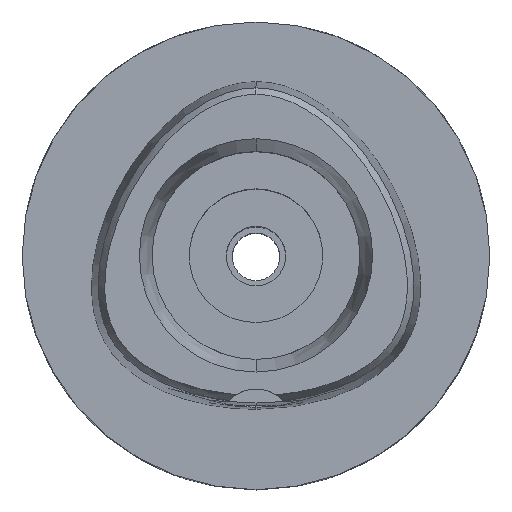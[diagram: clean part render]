
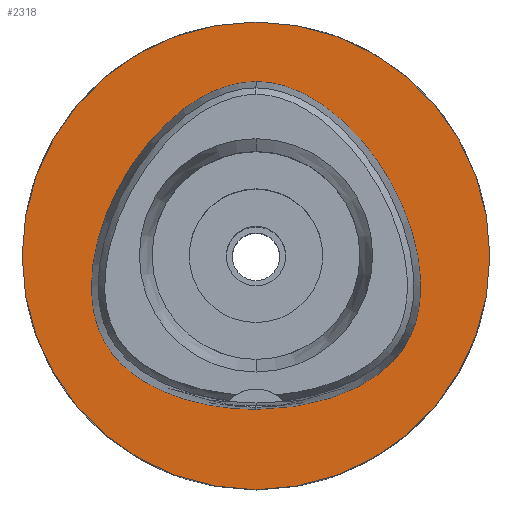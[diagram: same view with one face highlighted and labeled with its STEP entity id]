
A CAD part, top view. The second image highlights one B-rep face of the part: STEP entity #2318.
In plain terms, the highlighted planar face has unit normal (0, 0, 1).
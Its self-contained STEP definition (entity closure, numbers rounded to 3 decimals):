
#120 = CARTESIAN_POINT ( 'NONE',  ( 0., -31.5, 0. ) ) ;
#138 = DIRECTION ( 'NONE',  ( 0., 0., -1. ) ) ;
#167 = EDGE_LOOP ( 'NONE', ( #1588, #3642 ) ) ;
#175 = CARTESIAN_POINT ( 'NONE',  ( -20.749, 4.657, 0. ) ) ;
#272 = ORIENTED_EDGE ( 'NONE', *, *, #3908, .F. ) ;
#481 = CARTESIAN_POINT ( 'NONE',  ( 0., -20.675, 0. ) ) ;
#490 = VERTEX_POINT ( 'NONE', #3888 ) ;
#579 = EDGE_CURVE ( 'NONE', #2397, #1715, #3226, .T. ) ;
#745 = CARTESIAN_POINT ( 'NONE',  ( 20.35, -11.749, 0. ) ) ;
#754 = B_SPLINE_CURVE_WITH_KNOTS ( 'NONE', 3,
 ( #1629, #1165, #5132, #4147, #2880, #798, #4598, #773, #745, #1686, #5500, #2002, #2938, #1577, #1192, #5442, #3831, #3377, #5555, #1216, #2964, #4176, #2512 ),
 .UNSPECIFIED., .F., .F.,
 ( 4, 1, 1, 1, 1, 1, 1, 1, 1, 1, 1, 1, 1, 1, 1, 1, 1, 1, 1, 1, 4 ),
 ( 0., 0.083, 0.167, 0.208, 0.25, 0.292, 0.313, 0.333, 0.354, 0.375, 0.417, 0.458, 0.5, 0.583, 0.667, 0.75, 0.833, 0.875, 0.917, 0.958, 1. ),
 .UNSPECIFIED. ) ;
#773 = CARTESIAN_POINT ( 'NONE',  ( 19.649, -12.825, 0. ) ) ;
#798 = CARTESIAN_POINT ( 'NONE',  ( 16.959, -15.678, 0. ) ) ;
#984 = CARTESIAN_POINT ( 'NONE',  ( -2.565, 23.293, 0. ) ) ;
#1165 = CARTESIAN_POINT ( 'NONE',  ( 2.114, -20.675, 0. ) ) ;
#1192 = CARTESIAN_POINT ( 'NONE',  ( 20.749, 4.657, 0. ) ) ;
#1209 = CIRCLE ( 'NONE', #5255, 31.5 ) ;
#1216 = CARTESIAN_POINT ( 'NONE',  ( 5.098, 22.526, 0. ) ) ;
#1347 = CARTESIAN_POINT ( 'NONE',  ( -19.649, -12.825, 0. ) ) ;
#1390 = DIRECTION ( 'NONE',  ( 0., -1., 0. ) ) ;
#1440 = PLANE ( 'NONE',  #3771 ) ;
#1442 = EDGE_CURVE ( 'NONE', #1751, #490, #2791, .T. ) ;
#1577 = CARTESIAN_POINT ( 'NONE',  ( 21.978, -0.281, 0. ) ) ;
#1588 = ORIENTED_EDGE ( 'NONE', *, *, #579, .F. ) ;
#1629 = CARTESIAN_POINT ( 'NONE',  ( 0., -20.675, 0. ) ) ;
#1686 = CARTESIAN_POINT ( 'NONE',  ( 20.932, -10.604, 0. ) ) ;
#1715 = VERTEX_POINT ( 'NONE', #481 ) ;
#1751 = VERTEX_POINT ( 'NONE', #120 ) ;
#1755 = CARTESIAN_POINT ( 'NONE',  ( 0., 0., 0. ) ) ;
#1769 = CARTESIAN_POINT ( 'NONE',  ( -20.932, -10.604, 0. ) ) ;
#1996 = CARTESIAN_POINT ( 'NONE',  ( -6.341, -20.298, 0. ) ) ;
#2002 = CARTESIAN_POINT ( 'NONE',  ( 22.057, -6.848, 0. ) ) ;
#2197 = CARTESIAN_POINT ( 'NONE',  ( -22.057, -6.848, 0. ) ) ;
#2223 = CARTESIAN_POINT ( 'NONE',  ( -0.855, 23.475, 0. ) ) ;
#2243 = FACE_BOUND ( 'NONE', #167, .T. ) ;
#2252 = CARTESIAN_POINT ( 'NONE',  ( -14.673, -17.214, 0. ) ) ;
#2306 = CARTESIAN_POINT ( 'NONE',  ( -5.098, 22.526, 0. ) ) ;
#2318 = ADVANCED_FACE ( 'NONE', ( #3614, #2243 ), #1440, .F. ) ;
#2397 = VERTEX_POINT ( 'NONE', #3558 ) ;
#2512 = CARTESIAN_POINT ( 'NONE',  ( 0., 23.475, 0. ) ) ;
#2791 = CIRCLE ( 'NONE', #5128, 31.5 ) ;
#2842 = DIRECTION ( 'NONE',  ( 0., 0., -1. ) ) ;
#2880 = CARTESIAN_POINT ( 'NONE',  ( 14.673, -17.214, 0. ) ) ;
#2938 = CARTESIAN_POINT ( 'NONE',  ( 22.245, -4.1, 0. ) ) ;
#2964 = CARTESIAN_POINT ( 'NONE',  ( 2.565, 23.293, 0. ) ) ;
#3012 = EDGE_CURVE ( 'NONE', #1715, #2397, #754, .T. ) ;
#3072 = CARTESIAN_POINT ( 'NONE',  ( -16.959, -15.678, 0. ) ) ;
#3082 = DIRECTION ( 'NONE',  ( 0., 1., 0. ) ) ;
#3124 = CARTESIAN_POINT ( 'NONE',  ( 0., 23.475, 0. ) ) ;
#3179 = CARTESIAN_POINT ( 'NONE',  ( -22.245, -4.1, 0. ) ) ;
#3226 = B_SPLINE_CURVE_WITH_KNOTS ( 'NONE', 3,
 ( #3124, #2223, #984, #2306, #5236, #3516, #4336, #4023, #175, #5211, #3179, #2197, #3917, #1769, #4362, #1347, #4388, #3072, #2252, #4589, #1996, #4504, #5407 ),
 .UNSPECIFIED., .F., .F.,
 ( 4, 1, 1, 1, 1, 1, 1, 1, 1, 1, 1, 1, 1, 1, 1, 1, 1, 1, 1, 1, 4 ),
 ( 0., 0.042, 0.083, 0.125, 0.167, 0.25, 0.333, 0.417, 0.5, 0.542, 0.583, 0.625, 0.646, 0.667, 0.688, 0.708, 0.75, 0.792, 0.833, 0.917, 1. ),
 .UNSPECIFIED. ) ;
#3377 = CARTESIAN_POINT ( 'NONE',  ( 10.746, 19.174, 0. ) ) ;
#3516 = CARTESIAN_POINT ( 'NONE',  ( -10.746, 19.174, 0. ) ) ;
#3558 = CARTESIAN_POINT ( 'NONE',  ( 0., 23.475, 0. ) ) ;
#3614 = FACE_OUTER_BOUND ( 'NONE', #4117, .T. ) ;
#3642 = ORIENTED_EDGE ( 'NONE', *, *, #3012, .F. ) ;
#3771 = AXIS2_PLACEMENT_3D ( 'NONE', #4865, #138, #1390 ) ;
#3831 = CARTESIAN_POINT ( 'NONE',  ( 14.408, 15.641, 0. ) ) ;
#3888 = CARTESIAN_POINT ( 'NONE',  ( 0., 31.5, 0. ) ) ;
#3908 = EDGE_CURVE ( 'NONE', #490, #1751, #1209, .T. ) ;
#3917 = CARTESIAN_POINT ( 'NONE',  ( -21.555, -8.996, 0. ) ) ;
#4023 = CARTESIAN_POINT ( 'NONE',  ( -18.068, 10.432, 0. ) ) ;
#4117 = EDGE_LOOP ( 'NONE', ( #272, #5499 ) ) ;
#4147 = CARTESIAN_POINT ( 'NONE',  ( 11.233, -18.893, 0. ) ) ;
#4176 = CARTESIAN_POINT ( 'NONE',  ( 0.855, 23.475, 0. ) ) ;
#4336 = CARTESIAN_POINT ( 'NONE',  ( -14.408, 15.641, 0. ) ) ;
#4362 = CARTESIAN_POINT ( 'NONE',  ( -20.35, -11.749, 0. ) ) ;
#4388 = CARTESIAN_POINT ( 'NONE',  ( -18.568, -14.169, 0. ) ) ;
#4504 = CARTESIAN_POINT ( 'NONE',  ( -2.114, -20.675, 0. ) ) ;
#4589 = CARTESIAN_POINT ( 'NONE',  ( -11.233, -18.893, 0. ) ) ;
#4598 = CARTESIAN_POINT ( 'NONE',  ( 18.568, -14.169, 0. ) ) ;
#4865 = CARTESIAN_POINT ( 'NONE',  ( 0., 0., 0. ) ) ;
#5037 = CARTESIAN_POINT ( 'NONE',  ( 0., 0., 0. ) ) ;
#5128 = AXIS2_PLACEMENT_3D ( 'NONE', #5037, #2842, #5402 ) ;
#5132 = CARTESIAN_POINT ( 'NONE',  ( 6.341, -20.298, 0. ) ) ;
#5211 = CARTESIAN_POINT ( 'NONE',  ( -21.978, -0.281, 0. ) ) ;
#5236 = CARTESIAN_POINT ( 'NONE',  ( -7.571, 21.315, 0. ) ) ;
#5248 = DIRECTION ( 'NONE',  ( 0., 0., -1. ) ) ;
#5255 = AXIS2_PLACEMENT_3D ( 'NONE', #1755, #5248, #3082 ) ;
#5402 = DIRECTION ( 'NONE',  ( 0., -1., 0. ) ) ;
#5407 = CARTESIAN_POINT ( 'NONE',  ( 0., -20.675, 0. ) ) ;
#5442 = CARTESIAN_POINT ( 'NONE',  ( 18.068, 10.432, 0. ) ) ;
#5499 = ORIENTED_EDGE ( 'NONE', *, *, #1442, .F. ) ;
#5500 = CARTESIAN_POINT ( 'NONE',  ( 21.555, -8.996, 0. ) ) ;
#5555 = CARTESIAN_POINT ( 'NONE',  ( 7.571, 21.315, 0. ) ) ;
